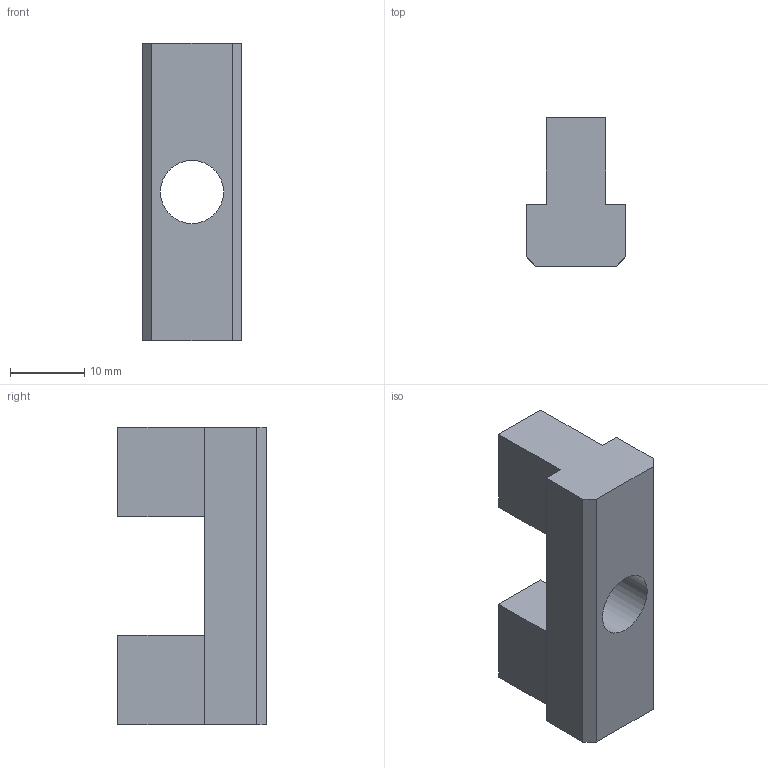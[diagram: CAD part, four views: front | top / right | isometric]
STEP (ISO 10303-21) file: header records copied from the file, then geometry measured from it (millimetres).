
FILE_DESCRIPTION(/* description */ (''),/* implementation_level */ '2;1');
FILE_NAME(/* name */ '210415.stp',/* time_stamp */ '2022-08-05T09:41:31+02:00',/* author */ ('aluteckkpl_tw'),/* organization */ (''),/* preprocessor_version */ 'ST-DEVELOPER v18.1',/* originating_system */ 'Autodesk Inventor 2021',/* authorisation */ '');
FILE_SCHEMA (('AUTOMOTIVE_DESIGN { 1 0 10303 214 3 1 1 }'));
Length unit declared in the file: millimetre
Products named in the file (2): 210415-ZP; 210415
Assembly tree (1 placements, depth 2):
  210415-ZP
    210415
Bounding box: 13.4 x 20 x 40 mm (x, y, z)
Volume: 6156.6 mm3; surface area: 2938.3 mm2
Topology: 1 solids, 1 shells, 17 faces, 46 edges, 31 vertices
Faces by surface type: plane 16, cylinder 1
Full cylindrical faces by diameter (mm): 8.5 x1
Entity records: 602 total; most frequent: CARTESIAN_POINT 97, ORIENTED_EDGE 92, DIRECTION 89, EDGE_CURVE 46, LINE 43, VECTOR 43, VERTEX_POINT 31, AXIS2_PLACEMENT_3D 23
